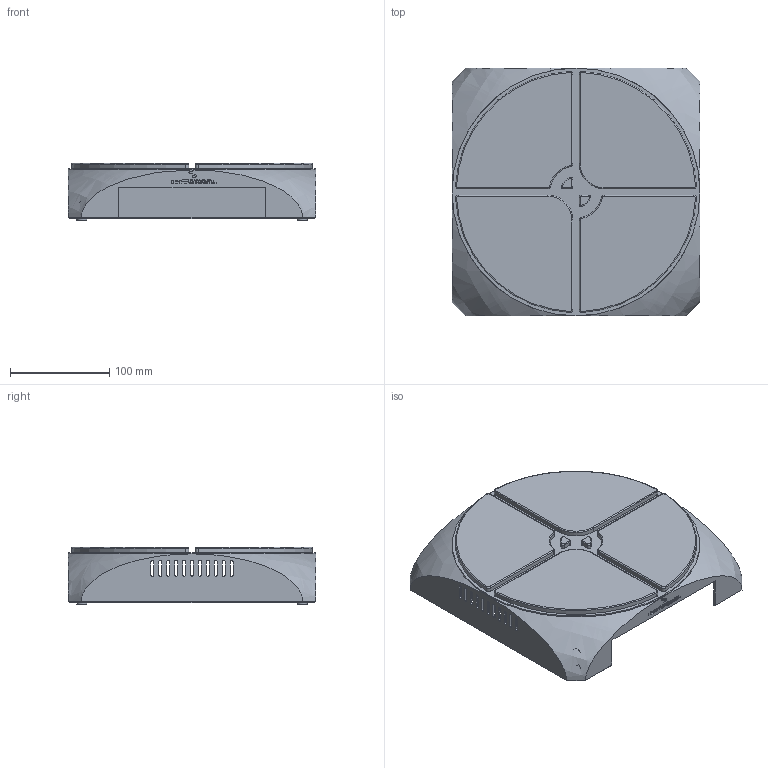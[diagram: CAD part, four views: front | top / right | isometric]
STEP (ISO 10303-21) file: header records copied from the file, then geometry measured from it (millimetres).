
FILE_DESCRIPTION(/* description */ (''),/* implementation_level */ '2;1');
FILE_NAME(/* name */ 'intergral_console_top_fix1_hole.stp',/* time_stamp */ '2017-09-20T10:15:43+09:00',/* author */ (''),/* organization */ (''),/* preprocessor_version */ 'ST-DEVELOPER v16',/* originating_system */ 'SIEMENS PLM Software NX 11.0',/* authorisation */ '');
FILE_SCHEMA (('AP203_CONFIGURATION_CONTROLLED_3D_DESIGN_OF_MECHANICAL_PARTS_AND_ASSEMBLIES_MIM_LF { 1 0 10303 403 2 1 2}'));
Length unit declared in the file: millimetre
Products named in the file (1): kpon326CA0AFjz52
Bounding box: 250 x 250 x 57.82 mm (x, y, z)
Volume: 215767.5 mm3; surface area: 213473.3 mm2
Topology: 1 solids, 5 shells, 490 faces, 1265 edges, 826 vertices
Faces by surface type: plane 221, cylinder 108, extrusion 108, bspline 29, torus 24
Full cylindrical faces by diameter (mm): 2.8 x4, 10 x4, 249.997 x1
Entity records: 37467 total; most frequent: CARTESIAN_POINT 25258, ORIENTED_EDGE 2504, DIRECTION 2004, EDGE_CURVE 1252, VERTEX_POINT 822, VECTOR 780, LINE 672, AXIS2_PLACEMENT_3D 612
